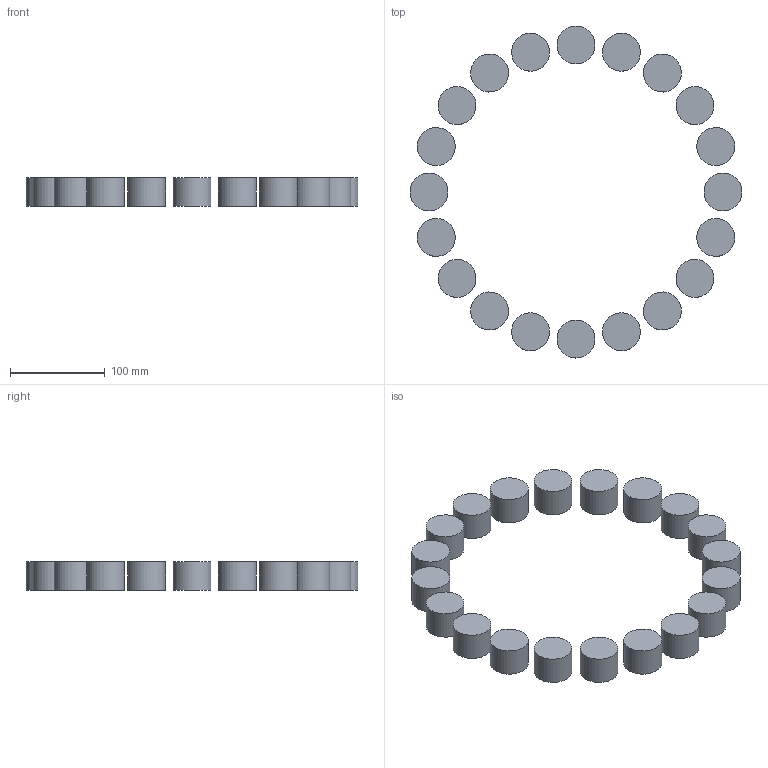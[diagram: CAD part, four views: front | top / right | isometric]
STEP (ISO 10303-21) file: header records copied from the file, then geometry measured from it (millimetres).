
FILE_DESCRIPTION(('FreeCAD Model'),'2;1');
FILE_NAME('Open CASCADE Shape Model','2022-03-23T16:01:03',('Author'),( ''),'Open CASCADE STEP processor 7.5','FreeCAD','Unknown');
FILE_SCHEMA(('AUTOMOTIVE_DESIGN { 1 0 10303 214 1 1 1 1 }'));
Length unit declared in the file: millimetre
Products named in the file (2): Array004; Cylinder010
Assembly tree (20 placements, depth 2):
  Array004
    Cylinder010  x20
Bounding box: 350 x 350 x 30 mm (x, y, z)
Volume: 753982.2 mm3; surface area: 125663.7 mm2
Topology: 20 solids, 20 shells, 60 faces, 60 edges, 40 vertices
Faces by surface type: plane 40, cylinder 20
Full cylindrical faces by diameter (mm): 40 x20
Entity records: 290 total; most frequent: DIRECTION 59, CARTESIAN_POINT 35, AXIS2_PLACEMENT_3D 26, PRODUCT_DEFINITION_SHAPE 22, CONTEXT_DEPENDENT_SHAPE_REPRESENTATION 20, ITEM_DEFINED_TRANSFORMATION 20, NEXT_ASSEMBLY_USAGE_OCCURRENCE 20, ORIENTED_EDGE 6
